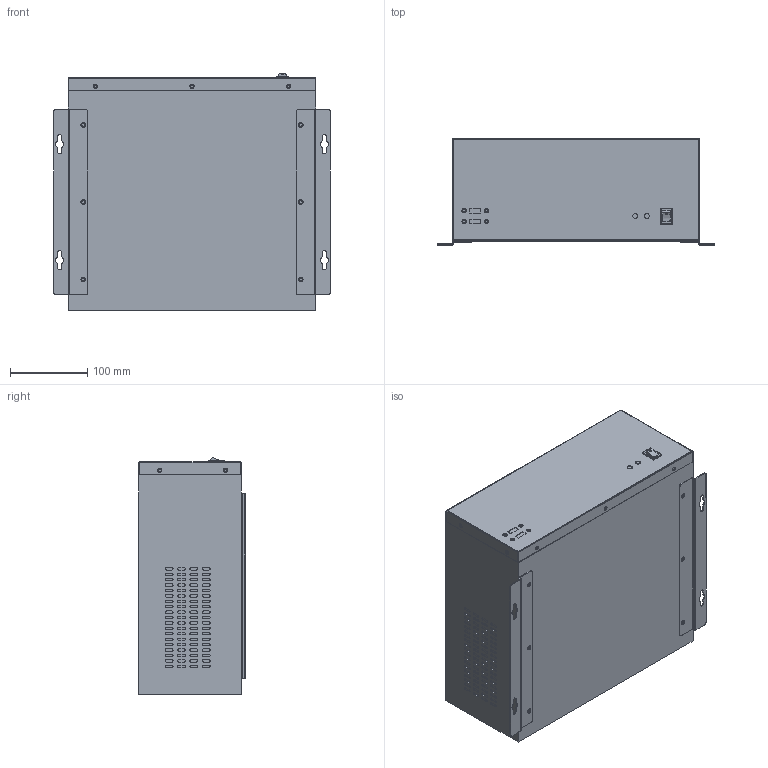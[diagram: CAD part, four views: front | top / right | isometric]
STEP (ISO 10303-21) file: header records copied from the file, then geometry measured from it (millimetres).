
FILE_DESCRIPTION (( 'STEP AP203' ), '1' );
FILE_NAME ('IPC-3120.STEP', '2022-01-07T05:49:36', ( '' ), ( '' ), 'SwSTEP 2.0', 'SolidWorks 2016', '' );
FILE_SCHEMA (( 'CONFIG_CONTROL_DESIGN' ));
Length unit declared in the file: millimetre
Products named in the file (4): 族境殤; ヶ醱啣; ATX羲壽_蕼偞; IPC-3120
Assembly tree (4 placements, depth 2):
  IPC-3120
    ヶ醱啣
    ATX羲壽_蕼偞
    族境殤  x2
Bounding box: 357.6 x 137.2 x 306.29 mm (x, y, z)
Volume: 12277053.3 mm3; surface area: 536221.6 mm2
Topology: 2 solids, 5 shells, 2573 faces, 6595 edges, 4374 vertices
Faces by surface type: plane 2124, cylinder 400, cone 45, bspline 4
Entity records: 76147 total; most frequent: CARTESIAN_POINT 13455, ORIENTED_EDGE 12918, DIRECTION 12305, EDGE_CURVE 6459, LINE 5641, VECTOR 5641, VERTEX_POINT 4288, AXIS2_PLACEMENT_3D 3332
